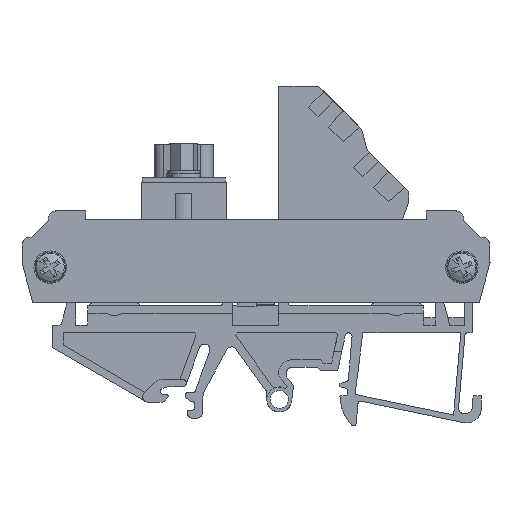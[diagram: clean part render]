
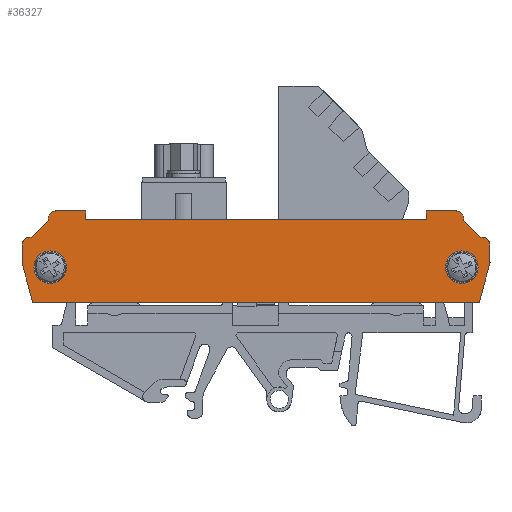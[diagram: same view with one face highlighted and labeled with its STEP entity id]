
A CAD part, left-side view. The second image highlights one B-rep face of the part: STEP entity #36327.
In plain terms, the highlighted planar face has unit normal (-1, 0, 0).
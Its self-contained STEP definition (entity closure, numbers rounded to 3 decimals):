
#585=AXIS2_PLACEMENT_3D('Circle Axis2P3D',#583,#584,$) ;
#626=AXIS2_PLACEMENT_3D('Circle Axis2P3D',#624,#625,$) ;
#35867=AXIS2_PLACEMENT_3D('Circle Axis2P3D',#35865,#35866,$) ;
#35885=AXIS2_PLACEMENT_3D('Circle Axis2P3D',#35883,#35884,$) ;
#36043=AXIS2_PLACEMENT_3D('Circle Axis2P3D',#36041,#36042,$) ;
#36086=AXIS2_PLACEMENT_3D('Circle Axis2P3D',#36084,#36085,$) ;
#36240=AXIS2_PLACEMENT_3D('Circle Axis2P3D',#36238,#36239,$) ;
#36283=AXIS2_PLACEMENT_3D('Circle Axis2P3D',#36281,#36282,$) ;
#36297=AXIS2_PLACEMENT_3D('Plane Axis2P3D',#36294,#36295,#36296) ;
#580=CARTESIAN_POINT('Vertex',(0.,8.2,29.252)) ;
#583=CARTESIAN_POINT('Axis2P3D Location',(0.,5.2,29.252)) ;
#587=CARTESIAN_POINT('Vertex',(0.,2.2,29.252)) ;
#621=CARTESIAN_POINT('Vertex',(0.,84.2,29.252)) ;
#624=CARTESIAN_POINT('Axis2P3D Location',(0.,81.2,29.252)) ;
#628=CARTESIAN_POINT('Vertex',(0.,78.2,29.252)) ;
#35689=CARTESIAN_POINT('Vertex',(0.,81.53,38.152)) ;
#35696=CARTESIAN_POINT('Vertex',(0.,81.53,37.922)) ;
#35699=CARTESIAN_POINT('Line Origine',(0.,81.53,38.037)) ;
#35837=CARTESIAN_POINT('Vertex',(0.,4.87,37.922)) ;
#35844=CARTESIAN_POINT('Vertex',(0.,4.87,38.152)) ;
#35847=CARTESIAN_POINT('Line Origine',(0.,4.87,38.037)) ;
#35865=CARTESIAN_POINT('Axis2P3D Location',(0.,81.2,29.252)) ;
#35883=CARTESIAN_POINT('Axis2P3D Location',(0.,5.2,29.252)) ;
#35905=CARTESIAN_POINT('Vertex',(0.,0.,30.084)) ;
#35912=CARTESIAN_POINT('Vertex',(0.,0.,33.292)) ;
#35915=CARTESIAN_POINT('Line Origine',(0.,0.,31.688)) ;
#35937=CARTESIAN_POINT('Vertex',(0.,1.965,22.752)) ;
#35940=CARTESIAN_POINT('Line Origine',(0.,0.982,26.418)) ;
#35958=CARTESIAN_POINT('Line Origine',(0.,43.2,22.752)) ;
#35962=CARTESIAN_POINT('Vertex',(0.,84.435,22.752)) ;
#35995=CARTESIAN_POINT('Vertex',(0.,86.4,30.084)) ;
#35998=CARTESIAN_POINT('Line Origine',(0.,85.418,26.418)) ;
#36020=CARTESIAN_POINT('Vertex',(0.,86.4,33.292)) ;
#36023=CARTESIAN_POINT('Line Origine',(0.,86.4,31.688)) ;
#36041=CARTESIAN_POINT('Axis2P3D Location',(0.,84.9,33.292)) ;
#36045=CARTESIAN_POINT('Vertex',(0.,84.677,34.775)) ;
#36066=CARTESIAN_POINT('Line Origine',(0.,83.103,36.349)) ;
#36084=CARTESIAN_POINT('Axis2P3D Location',(0.,80.03,38.152)) ;
#36088=CARTESIAN_POINT('Vertex',(0.,80.03,39.652)) ;
#36109=CARTESIAN_POINT('Line Origine',(0.,77.315,39.652)) ;
#36113=CARTESIAN_POINT('Vertex',(0.,74.6,39.652)) ;
#36136=CARTESIAN_POINT('Line Origine',(0.,74.6,38.852)) ;
#36140=CARTESIAN_POINT('Vertex',(0.,74.6,38.052)) ;
#36161=CARTESIAN_POINT('Line Origine',(0.,43.2,38.052)) ;
#36165=CARTESIAN_POINT('Vertex',(0.,11.8,38.052)) ;
#36186=CARTESIAN_POINT('Line Origine',(0.,11.8,38.852)) ;
#36190=CARTESIAN_POINT('Vertex',(0.,11.8,39.652)) ;
#36211=CARTESIAN_POINT('Line Origine',(0.,9.085,39.652)) ;
#36215=CARTESIAN_POINT('Vertex',(0.,6.37,39.652)) ;
#36238=CARTESIAN_POINT('Axis2P3D Location',(0.,6.37,38.152)) ;
#36260=CARTESIAN_POINT('Vertex',(0.,1.723,34.775)) ;
#36263=CARTESIAN_POINT('Line Origine',(0.,3.297,36.349)) ;
#36281=CARTESIAN_POINT('Axis2P3D Location',(0.,1.5,33.292)) ;
#36294=CARTESIAN_POINT('Axis2P3D Location',(0.,1.5,33.292)) ;
#584=DIRECTION('Axis2P3D Direction',(-1.,0.,0.)) ;
#625=DIRECTION('Axis2P3D Direction',(-1.,0.,0.)) ;
#35700=DIRECTION('Vector Direction',(0.,0.,-1.)) ;
#35848=DIRECTION('Vector Direction',(0.,0.,1.)) ;
#35866=DIRECTION('Axis2P3D Direction',(-1.,0.,0.)) ;
#35884=DIRECTION('Axis2P3D Direction',(-1.,0.,0.)) ;
#35916=DIRECTION('Vector Direction',(0.,0.,-1.)) ;
#35941=DIRECTION('Vector Direction',(0.,0.259,-0.966)) ;
#35959=DIRECTION('Vector Direction',(0.,1.,0.)) ;
#35999=DIRECTION('Vector Direction',(0.,0.259,0.966)) ;
#36024=DIRECTION('Vector Direction',(0.,0.,1.)) ;
#36042=DIRECTION('Axis2P3D Direction',(1.,0.,0.)) ;
#36067=DIRECTION('Vector Direction',(0.,-0.707,0.707)) ;
#36085=DIRECTION('Axis2P3D Direction',(1.,0.,0.)) ;
#36110=DIRECTION('Vector Direction',(0.,-1.,0.)) ;
#36137=DIRECTION('Vector Direction',(0.,0.,-1.)) ;
#36162=DIRECTION('Vector Direction',(0.,-1.,0.)) ;
#36187=DIRECTION('Vector Direction',(0.,0.,1.)) ;
#36212=DIRECTION('Vector Direction',(0.,-1.,0.)) ;
#36239=DIRECTION('Axis2P3D Direction',(1.,0.,0.)) ;
#36264=DIRECTION('Vector Direction',(0.,-0.707,-0.707)) ;
#36282=DIRECTION('Axis2P3D Direction',(1.,0.,0.)) ;
#36295=DIRECTION('Axis2P3D Direction',(1.,0.,0.)) ;
#36296=DIRECTION('Axis2P3D XDirection',(0.,1.,0.)) ;
#35701=VECTOR('Line Direction',#35700,1.) ;
#35849=VECTOR('Line Direction',#35848,1.) ;
#35917=VECTOR('Line Direction',#35916,1.) ;
#35942=VECTOR('Line Direction',#35941,1.) ;
#35960=VECTOR('Line Direction',#35959,1.) ;
#36000=VECTOR('Line Direction',#35999,1.) ;
#36025=VECTOR('Line Direction',#36024,1.) ;
#36068=VECTOR('Line Direction',#36067,1.) ;
#36111=VECTOR('Line Direction',#36110,1.) ;
#36138=VECTOR('Line Direction',#36137,1.) ;
#36163=VECTOR('Line Direction',#36162,1.) ;
#36188=VECTOR('Line Direction',#36187,1.) ;
#36213=VECTOR('Line Direction',#36212,1.) ;
#36265=VECTOR('Line Direction',#36264,1.) ;
#36300=ORIENTED_EDGE('',*,*,#36267,.F.) ;
#36301=ORIENTED_EDGE('',*,*,#35851,.T.) ;
#36302=ORIENTED_EDGE('',*,*,#36242,.F.) ;
#36303=ORIENTED_EDGE('',*,*,#36217,.F.) ;
#36304=ORIENTED_EDGE('',*,*,#36192,.F.) ;
#36305=ORIENTED_EDGE('',*,*,#36167,.F.) ;
#36306=ORIENTED_EDGE('',*,*,#36142,.F.) ;
#36307=ORIENTED_EDGE('',*,*,#36115,.F.) ;
#36308=ORIENTED_EDGE('',*,*,#36090,.F.) ;
#36309=ORIENTED_EDGE('',*,*,#35703,.T.) ;
#36310=ORIENTED_EDGE('',*,*,#36070,.F.) ;
#36311=ORIENTED_EDGE('',*,*,#36047,.F.) ;
#36312=ORIENTED_EDGE('',*,*,#36027,.F.) ;
#36313=ORIENTED_EDGE('',*,*,#36002,.F.) ;
#36314=ORIENTED_EDGE('',*,*,#35964,.F.) ;
#36315=ORIENTED_EDGE('',*,*,#35944,.F.) ;
#36316=ORIENTED_EDGE('',*,*,#35919,.F.) ;
#36317=ORIENTED_EDGE('',*,*,#36285,.F.) ;
#36320=ORIENTED_EDGE('',*,*,#35887,.F.) ;
#36321=ORIENTED_EDGE('',*,*,#589,.F.) ;
#36324=ORIENTED_EDGE('',*,*,#35869,.F.) ;
#36325=ORIENTED_EDGE('',*,*,#630,.F.) ;
#36322=FACE_BOUND('',#36319,.T.) ;
#36326=FACE_BOUND('',#36323,.T.) ;
#36327=ADVANCED_FACE('NONE',(#36318,#36322,#36326),#36298,.F.) ;
#586=CIRCLE('generated circle',#585,3.) ;
#627=CIRCLE('generated circle',#626,3.) ;
#35868=CIRCLE('generated circle',#35867,3.) ;
#35886=CIRCLE('generated circle',#35885,3.) ;
#36044=CIRCLE('generated circle',#36043,1.5) ;
#36087=CIRCLE('generated circle',#36086,1.5) ;
#36241=CIRCLE('generated circle',#36240,1.5) ;
#36284=CIRCLE('generated circle',#36283,1.5) ;
#589=EDGE_CURVE('',#581,#588,#586,.T.) ;
#630=EDGE_CURVE('',#622,#629,#627,.T.) ;
#35703=EDGE_CURVE('',#35690,#35697,#35702,.T.) ;
#35851=EDGE_CURVE('',#35838,#35845,#35850,.T.) ;
#35869=EDGE_CURVE('',#629,#622,#35868,.T.) ;
#35887=EDGE_CURVE('',#588,#581,#35886,.T.) ;
#35919=EDGE_CURVE('',#35913,#35906,#35918,.T.) ;
#35944=EDGE_CURVE('',#35906,#35938,#35943,.T.) ;
#35964=EDGE_CURVE('',#35938,#35963,#35961,.T.) ;
#36002=EDGE_CURVE('',#35963,#35996,#36001,.T.) ;
#36027=EDGE_CURVE('',#35996,#36021,#36026,.T.) ;
#36047=EDGE_CURVE('',#36021,#36046,#36044,.T.) ;
#36070=EDGE_CURVE('',#36046,#35697,#36069,.T.) ;
#36090=EDGE_CURVE('',#35690,#36089,#36087,.T.) ;
#36115=EDGE_CURVE('',#36089,#36114,#36112,.T.) ;
#36142=EDGE_CURVE('',#36114,#36141,#36139,.T.) ;
#36167=EDGE_CURVE('',#36141,#36166,#36164,.T.) ;
#36192=EDGE_CURVE('',#36166,#36191,#36189,.T.) ;
#36217=EDGE_CURVE('',#36191,#36216,#36214,.T.) ;
#36242=EDGE_CURVE('',#36216,#35845,#36241,.T.) ;
#36267=EDGE_CURVE('',#35838,#36261,#36266,.T.) ;
#36285=EDGE_CURVE('',#36261,#35913,#36284,.T.) ;
#36299=EDGE_LOOP('',(#36300,#36301,#36302,#36303,#36304,#36305,#36306,#36307,#36308,#36309,#36310,#36311,#36312,#36313,#36314,#36315,#36316,#36317)) ;
#36319=EDGE_LOOP('',(#36320,#36321)) ;
#36323=EDGE_LOOP('',(#36324,#36325)) ;
#36318=FACE_OUTER_BOUND('',#36299,.T.) ;
#35702=LINE('Line',#35699,#35701) ;
#35850=LINE('Line',#35847,#35849) ;
#35918=LINE('Line',#35915,#35917) ;
#35943=LINE('Line',#35940,#35942) ;
#35961=LINE('Line',#35958,#35960) ;
#36001=LINE('Line',#35998,#36000) ;
#36026=LINE('Line',#36023,#36025) ;
#36069=LINE('Line',#36066,#36068) ;
#36112=LINE('Line',#36109,#36111) ;
#36139=LINE('Line',#36136,#36138) ;
#36164=LINE('Line',#36161,#36163) ;
#36189=LINE('Line',#36186,#36188) ;
#36214=LINE('Line',#36211,#36213) ;
#36266=LINE('Line',#36263,#36265) ;
#36298=PLANE('',#36297) ;
#581=VERTEX_POINT('',#580) ;
#588=VERTEX_POINT('',#587) ;
#622=VERTEX_POINT('',#621) ;
#629=VERTEX_POINT('',#628) ;
#35690=VERTEX_POINT('',#35689) ;
#35697=VERTEX_POINT('',#35696) ;
#35838=VERTEX_POINT('',#35837) ;
#35845=VERTEX_POINT('',#35844) ;
#35906=VERTEX_POINT('',#35905) ;
#35913=VERTEX_POINT('',#35912) ;
#35938=VERTEX_POINT('',#35937) ;
#35963=VERTEX_POINT('',#35962) ;
#35996=VERTEX_POINT('',#35995) ;
#36021=VERTEX_POINT('',#36020) ;
#36046=VERTEX_POINT('',#36045) ;
#36089=VERTEX_POINT('',#36088) ;
#36114=VERTEX_POINT('',#36113) ;
#36141=VERTEX_POINT('',#36140) ;
#36166=VERTEX_POINT('',#36165) ;
#36191=VERTEX_POINT('',#36190) ;
#36216=VERTEX_POINT('',#36215) ;
#36261=VERTEX_POINT('',#36260) ;
